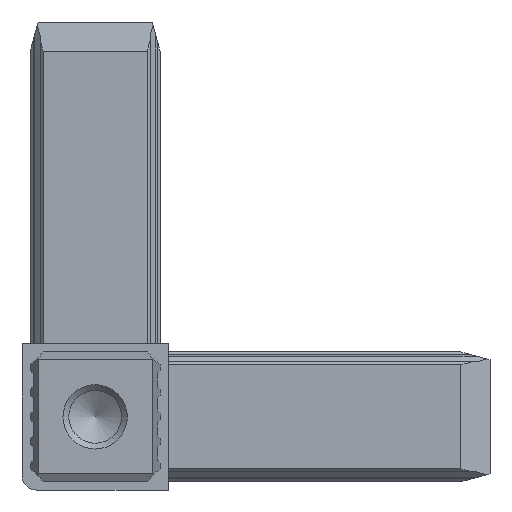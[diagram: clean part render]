
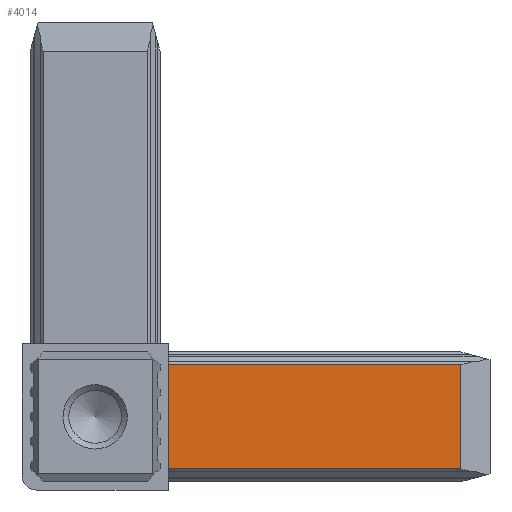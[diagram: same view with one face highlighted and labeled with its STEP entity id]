
A CAD part, front view. The second image highlights one B-rep face of the part: STEP entity #4014.
In plain terms, the highlighted planar face has unit normal (0, -1, 0).
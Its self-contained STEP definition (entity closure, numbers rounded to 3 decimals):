
#95=PLANE('',#4257);
#303=FACE_OUTER_BOUND('',#509,.T.);
#509=EDGE_LOOP('',(#3331,#3332,#3333,#3334));
#989=LINE('',#6158,#1553);
#993=LINE('',#6166,#1557);
#994=LINE('',#6168,#1558);
#995=LINE('',#6169,#1559);
#1553=VECTOR('',#4951,10.);
#1557=VECTOR('',#4957,10.);
#1558=VECTOR('',#4958,10.);
#1559=VECTOR('',#4959,10.);
#2077=VERTEX_POINT('',#6155);
#2078=VERTEX_POINT('',#6157);
#2081=VERTEX_POINT('',#6165);
#2082=VERTEX_POINT('',#6167);
#2550=EDGE_CURVE('',#2077,#2078,#989,.T.);
#2554=EDGE_CURVE('',#2081,#2077,#993,.T.);
#2555=EDGE_CURVE('',#2082,#2081,#994,.T.);
#2556=EDGE_CURVE('',#2082,#2078,#995,.T.);
#3331=ORIENTED_EDGE('',*,*,#2550,.F.);
#3332=ORIENTED_EDGE('',*,*,#2554,.F.);
#3333=ORIENTED_EDGE('',*,*,#2555,.F.);
#3334=ORIENTED_EDGE('',*,*,#2556,.T.);
#4014=ADVANCED_FACE('',(#303),#95,.T.);
#4257=AXIS2_PLACEMENT_3D('',#6164,#4955,#4956);
#4951=DIRECTION('',(0.,0.,-1.));
#4955=DIRECTION('center_axis',(0.,-1.,0.));
#4956=DIRECTION('ref_axis',(0.,0.,-1.));
#4957=DIRECTION('',(1.,0.,0.));
#4958=DIRECTION('',(0.,0.,1.));
#4959=DIRECTION('',(1.,0.,0.));
#6155=CARTESIAN_POINT('',(62.5,-11.1,8.9));
#6157=CARTESIAN_POINT('',(62.5,-11.1,-8.9));
#6158=CARTESIAN_POINT('',(62.5,-11.1,4.45));
#6164=CARTESIAN_POINT('Origin',(12.5,-11.1,8.9));
#6165=CARTESIAN_POINT('',(12.5,-11.1,8.9));
#6166=CARTESIAN_POINT('',(12.5,-11.1,8.9));
#6167=CARTESIAN_POINT('',(12.5,-11.1,-8.9));
#6168=CARTESIAN_POINT('',(12.5,-11.1,4.45));
#6169=CARTESIAN_POINT('',(12.5,-11.1,-8.9));
